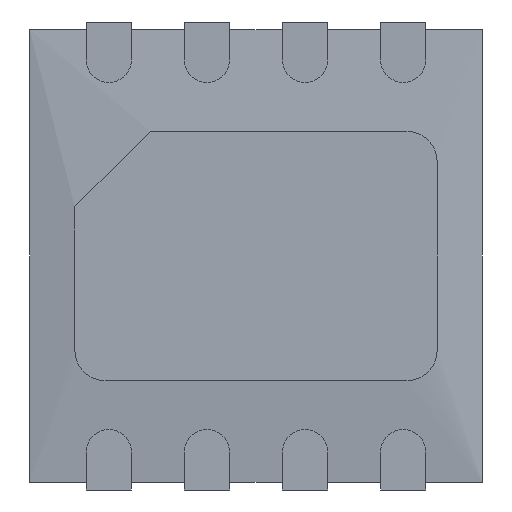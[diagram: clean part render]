
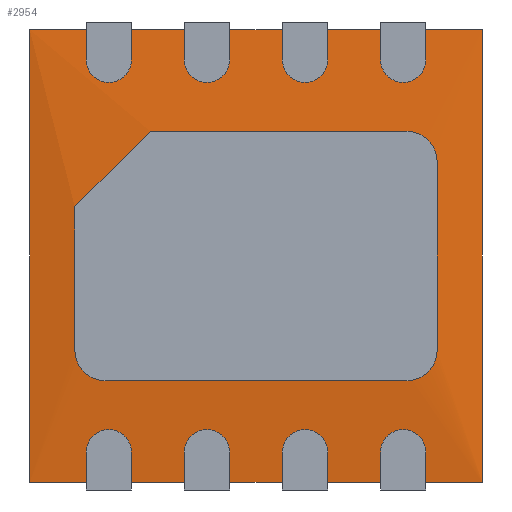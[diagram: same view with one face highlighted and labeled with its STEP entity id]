
A CAD part, front view. The second image highlights one B-rep face of the part: STEP entity #2954.
In plain terms, the highlighted planar face has unit normal (0, -1, 0).
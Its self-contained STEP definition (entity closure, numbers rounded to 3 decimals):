
#2728 = CARTESIAN_POINT ( 'NONE',  ( -1.5, 0.05, -1.5 ) ) ;
#2729 = VERTEX_POINT ( 'NONE', #2728 ) ;
#2730 = CARTESIAN_POINT ( 'NONE',  ( -1.5, 0.05, 1.5 ) ) ;
#2731 = VERTEX_POINT ( 'NONE', #2730 ) ;
#2732 = CARTESIAN_POINT ( 'NONE',  ( -1.5, 0.05, 1.5 ) ) ;
#2733 = DIRECTION ( 'NONE',  ( 0., 0., 1. ) ) ;
#2734 = VECTOR ( 'NONE', #2733, 1000. ) ;
#2735 = LINE ( 'NONE', #2732, #2734 ) ;
#2736 = EDGE_CURVE ( 'NONE', #2729, #2731, #2735, .T. ) ;
#2768 = CARTESIAN_POINT ( 'NONE',  ( 1.5, 0.05, 1.5 ) ) ;
#2769 = VERTEX_POINT ( 'NONE', #2768 ) ;
#2770 = CARTESIAN_POINT ( 'NONE',  ( 1.5, 0.05, 1.5 ) ) ;
#2771 = DIRECTION ( 'NONE',  ( 1., 0., 0. ) ) ;
#2772 = VECTOR ( 'NONE', #2771, 1000. ) ;
#2773 = LINE ( 'NONE', #2770, #2772 ) ;
#2774 = EDGE_CURVE ( 'NONE', #2731, #2769, #2773, .T. ) ;
#2799 = CARTESIAN_POINT ( 'NONE',  ( 1.5, 0.05, -1.5 ) ) ;
#2800 = VERTEX_POINT ( 'NONE', #2799 ) ;
#2801 = CARTESIAN_POINT ( 'NONE',  ( 1.5, 0.05, 1.5 ) ) ;
#2802 = DIRECTION ( 'NONE',  ( 0., 0., -1. ) ) ;
#2803 = VECTOR ( 'NONE', #2802, 1000. ) ;
#2804 = LINE ( 'NONE', #2801, #2803 ) ;
#2805 = EDGE_CURVE ( 'NONE', #2769, #2800, #2804, .T. ) ;
#2830 = CARTESIAN_POINT ( 'NONE',  ( 1.5, 0.05, -1.5 ) ) ;
#2831 = DIRECTION ( 'NONE',  ( -1., 0., 0. ) ) ;
#2832 = VECTOR ( 'NONE', #2831, 1000. ) ;
#2833 = LINE ( 'NONE', #2830, #2832 ) ;
#2834 = EDGE_CURVE ( 'NONE', #2800, #2729, #2833, .T. ) ;
#2874 = CARTESIAN_POINT ( 'NONE',  ( 1.2, 0., -0.625 ) ) ;
#2875 = VERTEX_POINT ( 'NONE', #2874 ) ;
#2876 = CARTESIAN_POINT ( 'NONE',  ( 1.2, 0., 0.625 ) ) ;
#2877 = VERTEX_POINT ( 'NONE', #2876 ) ;
#2878 = CARTESIAN_POINT ( 'NONE',  ( 1.2, 0., -0.825 ) ) ;
#2879 = DIRECTION ( 'NONE',  ( 0., 0., 1. ) ) ;
#2880 = VECTOR ( 'NONE', #2879, 1000. ) ;
#2881 = LINE ( 'NONE', #2878, #2880 ) ;
#2882 = EDGE_CURVE ( 'NONE', #2875, #2877, #2881, .T. ) ;
#2883 = ORIENTED_EDGE ( 'NONE', *, *, #2882, .F. ) ;
#2884 = CARTESIAN_POINT ( 'NONE',  ( 1., 0., -0.825 ) ) ;
#2885 = VERTEX_POINT ( 'NONE', #2884 ) ;
#2886 = CARTESIAN_POINT ( 'NONE',  ( 1., 0., -0.625 ) ) ;
#2887 = DIRECTION ( 'NONE',  ( 0., 1., 0. ) ) ;
#2888 = DIRECTION ( 'NONE',  ( 0., 0., -1. ) ) ;
#2889 = AXIS2_PLACEMENT_3D ( 'NONE', #2886, #2887, #2888 ) ;
#2890 = CIRCLE ( 'NONE', #2889, 0.2) ;
#2891 = EDGE_CURVE ( 'NONE', #2875, #2885, #2890, .T. ) ;
#2892 = ORIENTED_EDGE ( 'NONE', *, *, #2891, .T. ) ;
#2893 = CARTESIAN_POINT ( 'NONE',  ( -1., 0., -0.825 ) ) ;
#2894 = VERTEX_POINT ( 'NONE', #2893 ) ;
#2895 = CARTESIAN_POINT ( 'NONE',  ( -1.2, 0., -0.825 ) ) ;
#2896 = DIRECTION ( 'NONE',  ( 1., 0., 0. ) ) ;
#2897 = VECTOR ( 'NONE', #2896, 1000. ) ;
#2898 = LINE ( 'NONE', #2895, #2897 ) ;
#2899 = EDGE_CURVE ( 'NONE', #2894, #2885, #2898, .T. ) ;
#2900 = ORIENTED_EDGE ( 'NONE', *, *, #2899, .F. ) ;
#2901 = CARTESIAN_POINT ( 'NONE',  ( -1.2, 0., -0.625 ) ) ;
#2902 = VERTEX_POINT ( 'NONE', #2901 ) ;
#2903 = CARTESIAN_POINT ( 'NONE',  ( -1., 0., -0.625 ) ) ;
#2904 = DIRECTION ( 'NONE',  ( 0., 1., 0. ) ) ;
#2905 = DIRECTION ( 'NONE',  ( 0., 0., -1. ) ) ;
#2906 = AXIS2_PLACEMENT_3D ( 'NONE', #2903, #2904, #2905 ) ;
#2907 = CIRCLE ( 'NONE', #2906, 0.2) ;
#2908 = EDGE_CURVE ( 'NONE', #2894, #2902, #2907, .T. ) ;
#2909 = ORIENTED_EDGE ( 'NONE', *, *, #2908, .T. ) ;
#2910 = CARTESIAN_POINT ( 'NONE',  ( -1.2, 0., 0.325 ) ) ;
#2911 = VERTEX_POINT ( 'NONE', #2910 ) ;
#2912 = CARTESIAN_POINT ( 'NONE',  ( -1.2, 0., -0.825 ) ) ;
#2913 = DIRECTION ( 'NONE',  ( 0., 0., -1. ) ) ;
#2914 = VECTOR ( 'NONE', #2913, 1000. ) ;
#2915 = LINE ( 'NONE', #2912, #2914 ) ;
#2916 = EDGE_CURVE ( 'NONE', #2911, #2902, #2915, .T. ) ;
#2917 = ORIENTED_EDGE ( 'NONE', *, *, #2916, .F. ) ;
#2918 = CARTESIAN_POINT ( 'NONE',  ( -0.7, 0., 0.825 ) ) ;
#2919 = VERTEX_POINT ( 'NONE', #2918 ) ;
#2920 = CARTESIAN_POINT ( 'NONE',  ( -1.2, 0., 0.325 ) ) ;
#2921 = DIRECTION ( 'NONE',  ( 0.707, 0., 0.707 ) ) ;
#2922 = VECTOR ( 'NONE', #2921, 1000. ) ;
#2923 = LINE ( 'NONE', #2920, #2922 ) ;
#2924 = EDGE_CURVE ( 'NONE', #2911, #2919, #2923, .T. ) ;
#2925 = ORIENTED_EDGE ( 'NONE', *, *, #2924, .T. ) ;
#2926 = CARTESIAN_POINT ( 'NONE',  ( 1., 0., 0.825 ) ) ;
#2927 = VERTEX_POINT ( 'NONE', #2926 ) ;
#2928 = CARTESIAN_POINT ( 'NONE',  ( -1.2, 0., 0.825 ) ) ;
#2929 = DIRECTION ( 'NONE',  ( -1., 0., 0. ) ) ;
#2930 = VECTOR ( 'NONE', #2929, 1000. ) ;
#2931 = LINE ( 'NONE', #2928, #2930 ) ;
#2932 = EDGE_CURVE ( 'NONE', #2927, #2919, #2931, .T. ) ;
#2933 = ORIENTED_EDGE ( 'NONE', *, *, #2932, .F. ) ;
#2934 = CARTESIAN_POINT ( 'NONE',  ( 1., 0., 0.625 ) ) ;
#2935 = DIRECTION ( 'NONE',  ( 0., 1., 0. ) ) ;
#2936 = DIRECTION ( 'NONE',  ( 0., 0., -1. ) ) ;
#2937 = AXIS2_PLACEMENT_3D ( 'NONE', #2934, #2935, #2936 ) ;
#2938 = CIRCLE ( 'NONE', #2937, 0.2) ;
#2939 = EDGE_CURVE ( 'NONE', #2927, #2877, #2938, .T. ) ;
#2940 = ORIENTED_EDGE ( 'NONE', *, *, #2939, .T. ) ;
#2941 = EDGE_LOOP ( 'NONE', ( #2883, #2892, #2900, #2909, #2917, #2925, #2933, #2940 ) ) ;
#2942 = FACE_BOUND ( 'NONE', #2941, .T. ) ;
#2943 = ORIENTED_EDGE ( 'NONE', *, *, #2736, .F. ) ;
#2944 = ORIENTED_EDGE ( 'NONE', *, *, #2834, .F. ) ;
#2945 = ORIENTED_EDGE ( 'NONE', *, *, #2805, .F. ) ;
#2946 = ORIENTED_EDGE ( 'NONE', *, *, #2774, .F. ) ;
#2947 = EDGE_LOOP ( 'NONE', ( #2943, #2944, #2945, #2946 ) ) ;
#2948 = FACE_OUTER_BOUND ( 'NONE', #2947, .T. ) ;
#2949 = CARTESIAN_POINT ( 'NONE',  ( 0., 0.05, 0. ) ) ;
#2950 = DIRECTION ( 'NONE',  ( 0., 1., 0. ) ) ;
#2951 = DIRECTION ( 'NONE',  ( 0., 0., 1. ) ) ;
#2952 = AXIS2_PLACEMENT_3D ( 'NONE', #2949, #2950, #2951 ) ;
#2953 = PLANE ( 'NONE', #2952 ) ;
#2954 = ADVANCED_FACE ( 'NONE', ( #2942, #2948 ), #2953, .F. ) ;
